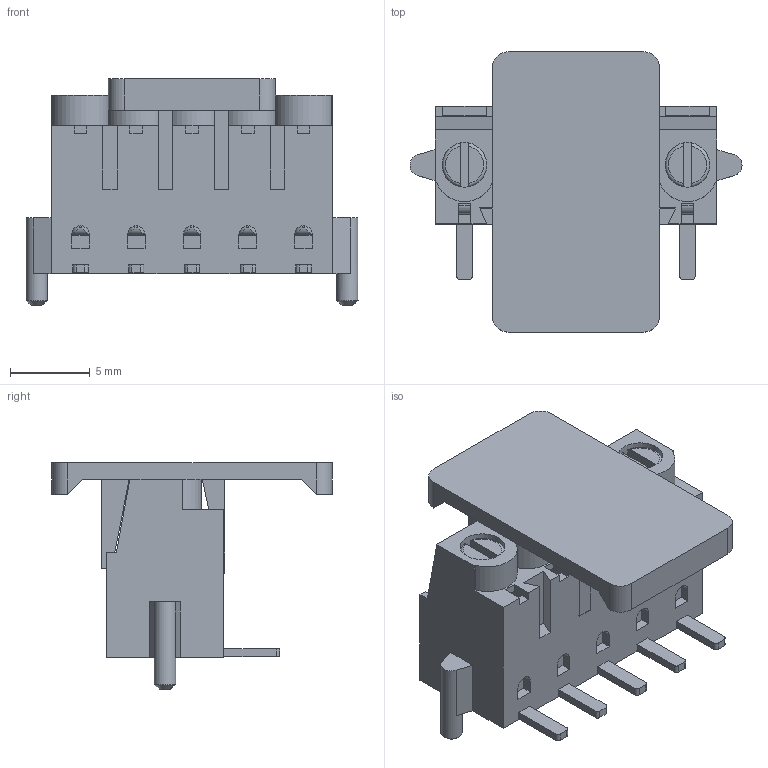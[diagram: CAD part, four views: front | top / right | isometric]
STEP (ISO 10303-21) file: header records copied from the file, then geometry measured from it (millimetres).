
FILE_DESCRIPTION(/* description */ ('Unknown'),/* implementation_level */ '2;1');
FILE_NAME(/* name */ '691508110305',/* time_stamp */ '2016-02-24T16:40:22+01:00',/* author */ ('Unknown'),/* organization */ ('Unknown'),/* preprocessor_version */ 'ST-DEVELOPER v16',/* originating_system */ 'DEX',/* authorisation */ $);
FILE_SCHEMA (('AUTOMOTIVE_DESIGN {1 0 10303 214 3 1 1}'));
Length unit declared in the file: millimetre
Products named in the file (6): 6915081103xx; 691508110005; 6915081100xx_CAGE; 6915081100xx_PIN; 6915081100xx_VIS; CAP Impair
Assembly tree (17 placements, depth 2):
  6915081103xx
    691508110005
    6915081100xx_CAGE  x5
    6915081100xx_PIN  x5
    6915081100xx_VIS  x5
    CAP Impair
Bounding box: 20.85 x 17.6 x 14.25 mm (x, y, z)
Volume: 1147.1 mm3; surface area: 3426.5 mm2
Topology: 17 solids, 17 shells, 659 faces, 1777 edges, 1161 vertices
Faces by surface type: plane 496, cylinder 141, torus 15, cone 7
Full cylindrical faces by diameter (mm): 1.35 x2, 1.65 x5, 1.9 x5, 2 x5, 2.8 x10
Entity records: 13034 total; most frequent: CARTESIAN_POINT 2377, ORIENTED_EDGE 2212, DIRECTION 2047, EDGE_CURVE 1106, LINE 999, VECTOR 999, VERTEX_POINT 729, AXIS2_PLACEMENT_3D 524
